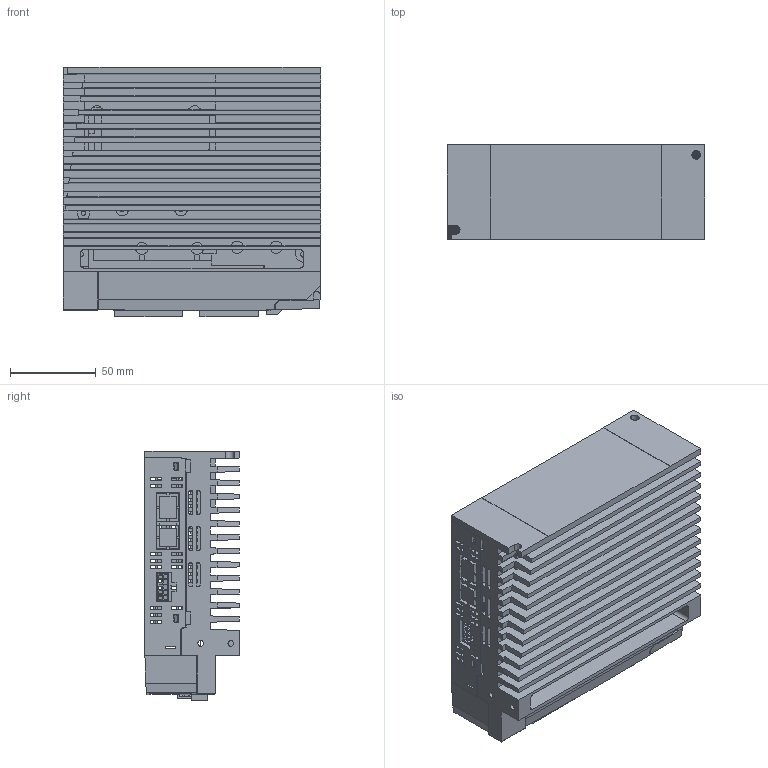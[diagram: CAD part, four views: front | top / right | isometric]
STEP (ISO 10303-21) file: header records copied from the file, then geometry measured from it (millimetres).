
FILE_DESCRIPTION (( 'STEP AP214' ), '1' );
FILE_NAME ('400W.STEP', '2015-03-30T06:26:42', ( '' ), ( '' ), 'SwSTEP 2.0', 'SolidWorks 2014', '' );
FILE_SCHEMA (( 'AUTOMOTIVE_DESIGN' ));
Length unit declared in the file: millimetre
Products named in the file (1): 400W
Bounding box: 150 x 55.2 x 145.5 mm (x, y, z)
Surface area: 216307.8 mm2 (no closed solid volume)
Topology: 0 solids, 34 shells, 1671 faces, 6690 edges, 4887 vertices
Faces by surface type: plane 1410, cylinder 234, cone 23, bspline 2, torus 2
Entity records: 86938 total; most frequent: CARTESIAN_POINT 14207, DIRECTION 10540, ORIENTED_EDGE 10282, EDGE_CURVE 6684, VECTOR 5770, LINE 5770, VERTEX_POINT 4887, AXIS2_PLACEMENT_3D 2385
